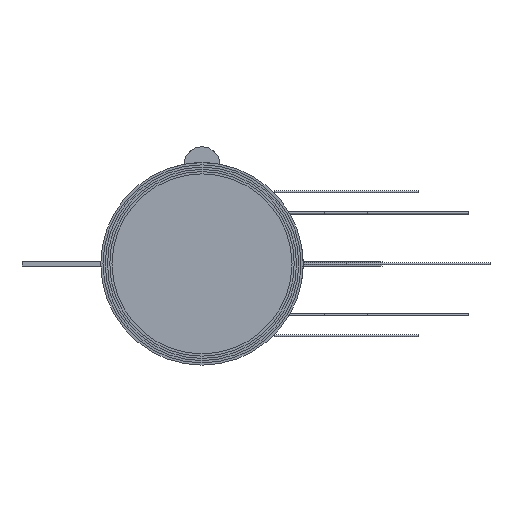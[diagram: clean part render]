
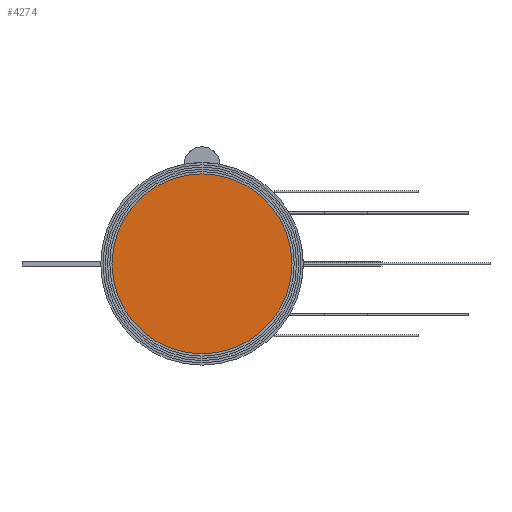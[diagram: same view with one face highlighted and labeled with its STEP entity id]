
A CAD part, left-side view. The second image highlights one B-rep face of the part: STEP entity #4274.
In plain terms, the highlighted planar face has unit normal (-1, 0, 0).
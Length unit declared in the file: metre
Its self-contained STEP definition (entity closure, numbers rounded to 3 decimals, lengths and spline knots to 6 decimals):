
#4097 = CONICAL_SURFACE('',#4098,2000.,0.033);
#4098 = AXIS2_PLACEMENT_3D('',#4099,#4100,#4101);
#4099 = CARTESIAN_POINT('',(0.,0.,0.));
#4100 = DIRECTION('',(-1.,-0.,0.));
#4101 = DIRECTION('',(0.,0.,-1.));
#4122 = VERTEX_POINT('',#4123);
#4123 = CARTESIAN_POINT('',(0.,0.,
    -2000.));
#4144 = EDGE_CURVE('',#4122,#4122,#4145,.T.);
#4145 = SURFACE_CURVE('',#4146,(#4151,#4158),.PCURVE_S1.);
#4146 = CIRCLE('',#4147,2000.);
#4147 = AXIS2_PLACEMENT_3D('',#4148,#4149,#4150);
#4148 = CARTESIAN_POINT('',(0.,0.,0.));
#4149 = DIRECTION('',(1.,0.,0.));
#4150 = DIRECTION('',(0.,0.,-1.));
#4151 = PCURVE('',#4097,#4152);
#4152 = DEFINITIONAL_REPRESENTATION('',(#4153),#4157);
#4153 = LINE('',#4154,#4155);
#4154 = CARTESIAN_POINT('',(-0.,-0.));
#4155 = VECTOR('',#4156,1.);
#4156 = DIRECTION('',(-1.,-0.));
#4157 = ( GEOMETRIC_REPRESENTATION_CONTEXT(2) 
PARAMETRIC_REPRESENTATION_CONTEXT() REPRESENTATION_CONTEXT('2D SPACE',''
  ) );
#4158 = PCURVE('',#4159,#4164);
#4159 = PLANE('',#4160);
#4160 = AXIS2_PLACEMENT_3D('',#4161,#4162,#4163);
#4161 = CARTESIAN_POINT('',(0.,0.,0.));
#4162 = DIRECTION('',(1.,0.,0.));
#4163 = DIRECTION('',(0.,0.,-1.));
#4164 = DEFINITIONAL_REPRESENTATION('',(#4165),#4169);
#4165 = CIRCLE('',#4166,2000.);
#4166 = AXIS2_PLACEMENT_2D('',#4167,#4168);
#4167 = CARTESIAN_POINT('',(0.,0.));
#4168 = DIRECTION('',(1.,0.));
#4169 = ( GEOMETRIC_REPRESENTATION_CONTEXT(2) 
PARAMETRIC_REPRESENTATION_CONTEXT() REPRESENTATION_CONTEXT('2D SPACE',''
  ) );
#4274 = ADVANCED_FACE('',(#4275),#4159,.F.);
#4275 = FACE_BOUND('',#4276,.T.);
#4276 = EDGE_LOOP('',(#4277));
#4277 = ORIENTED_EDGE('',*,*,#4144,.F.);
